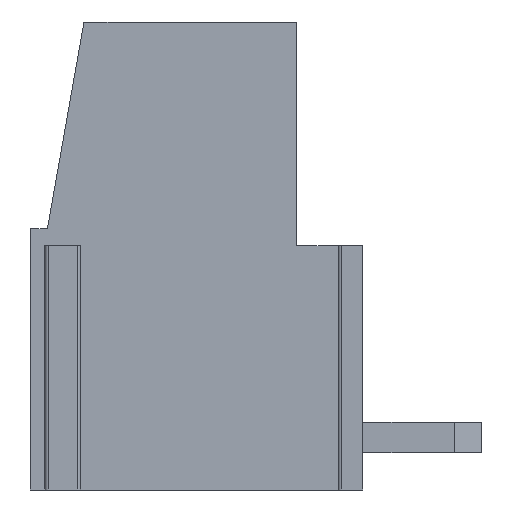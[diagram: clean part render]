
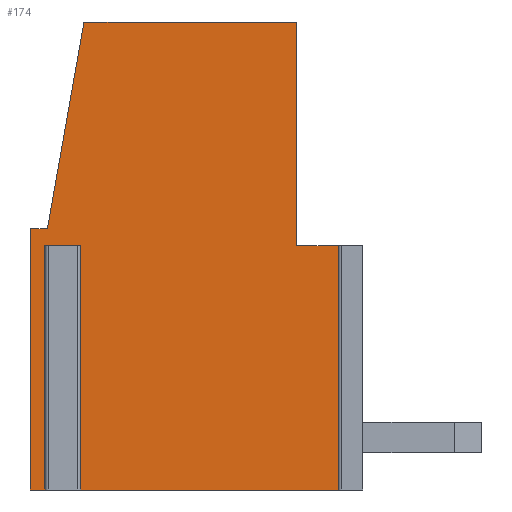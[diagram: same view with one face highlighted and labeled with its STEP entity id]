
A CAD part, left-side view. The second image highlights one B-rep face of the part: STEP entity #174.
In plain terms, the highlighted planar face has unit normal (-1, 0, 0).
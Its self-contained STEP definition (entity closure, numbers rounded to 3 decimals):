
#174 = ADVANCED_FACE( '', ( #402 ), #403, .F. );
#402 = FACE_OUTER_BOUND( '', #688, .T. );
#403 = PLANE( '', #689 );
#688 = EDGE_LOOP( '', ( #1101, #1102, #1103, #1104, #1105, #1106, #1107, #1108, #1109, #1110, #1111, #1112 ) );
#689 = AXIS2_PLACEMENT_3D( '', #1113, #1114, #1115 );
#1101 = ORIENTED_EDGE( '', *, *, #1804, .T. );
#1102 = ORIENTED_EDGE( '', *, *, #1805, .T. );
#1103 = ORIENTED_EDGE( '', *, *, #1806, .T. );
#1104 = ORIENTED_EDGE( '', *, *, #1723, .F. );
#1105 = ORIENTED_EDGE( '', *, *, #1792, .T. );
#1106 = ORIENTED_EDGE( '', *, *, #1771, .F. );
#1107 = ORIENTED_EDGE( '', *, *, #1807, .T. );
#1108 = ORIENTED_EDGE( '', *, *, #1717, .F. );
#1109 = ORIENTED_EDGE( '', *, *, #1808, .T. );
#1110 = ORIENTED_EDGE( '', *, *, #1809, .T. );
#1111 = ORIENTED_EDGE( '', *, *, #1810, .T. );
#1112 = ORIENTED_EDGE( '', *, *, #1811, .T. );
#1113 = CARTESIAN_POINT( '', ( -10., 0., -1.38 ) );
#1114 = DIRECTION( '', ( 1., 0., 0. ) );
#1115 = DIRECTION( '', ( 0., -1., 0. ) );
#1717 = EDGE_CURVE( '', #2048, #2050, #2051, .T. );
#1723 = EDGE_CURVE( '', #2060, #2062, #2063, .T. );
#1771 = EDGE_CURVE( '', #2141, #2142, #2143, .T. );
#1792 = EDGE_CURVE( '', #2060, #2142, #2176, .T. );
#1804 = EDGE_CURVE( '', #2191, #2192, #2193, .T. );
#1805 = EDGE_CURVE( '', #2192, #2194, #2195, .T. );
#1806 = EDGE_CURVE( '', #2194, #2062, #2196, .T. );
#1807 = EDGE_CURVE( '', #2141, #2050, #2197, .T. );
#1808 = EDGE_CURVE( '', #2048, #2198, #2199, .T. );
#1809 = EDGE_CURVE( '', #2198, #2200, #2201, .T. );
#1810 = EDGE_CURVE( '', #2200, #2202, #2203, .T. );
#1811 = EDGE_CURVE( '', #2202, #2191, #2204, .T. );
#2048 = VERTEX_POINT( '', #2518 );
#2050 = VERTEX_POINT( '', #2521 );
#2051 = LINE( '', #2522, #2523 );
#2060 = VERTEX_POINT( '', #2534 );
#2062 = VERTEX_POINT( '', #2537 );
#2063 = LINE( '', #2538, #2539 );
#2141 = VERTEX_POINT( '', #2652 );
#2142 = VERTEX_POINT( '', #2653 );
#2143 = LINE( '', #2654, #2655 );
#2176 = LINE( '', #2702, #2703 );
#2191 = VERTEX_POINT( '', #2725 );
#2192 = VERTEX_POINT( '', #2726 );
#2193 = LINE( '', #2727, #2728 );
#2194 = VERTEX_POINT( '', #2729 );
#2195 = LINE( '', #2730, #2731 );
#2196 = LINE( '', #2732, #2733 );
#2197 = LINE( '', #2734, #2735 );
#2198 = VERTEX_POINT( '', #2736 );
#2199 = LINE( '', #2737, #2738 );
#2200 = VERTEX_POINT( '', #2739 );
#2201 = LINE( '', #2740, #2741 );
#2202 = VERTEX_POINT( '', #2742 );
#2203 = LINE( '', #2743, #2744 );
#2204 = LINE( '', #2745, #2746 );
#2518 = CARTESIAN_POINT( '', ( -10., -9.346, 0. ) );
#2521 = CARTESIAN_POINT( '', ( -10., -1.204, 0. ) );
#2522 = CARTESIAN_POINT( '', ( -10., 0., 0. ) );
#2523 = VECTOR( '', #3116, 1000. );
#2534 = CARTESIAN_POINT( '', ( -10., -0.696, 0. ) );
#2537 = CARTESIAN_POINT( '', ( -10., 0., 0. ) );
#2538 = CARTESIAN_POINT( '', ( -10., 0., 0. ) );
#2539 = VECTOR( '', #3126, 1000. );
#2652 = CARTESIAN_POINT( '', ( -10., -1.204, 7.2 ) );
#2653 = CARTESIAN_POINT( '', ( -10., -0.696, 7.2 ) );
#2654 = CARTESIAN_POINT( '', ( -10., 0., 7.2 ) );
#2655 = VECTOR( '', #3174, 1000. );
#2702 = CARTESIAN_POINT( '', ( -10., -0.696, -11.5 ) );
#2703 = VECTOR( '', #3195, 1000. );
#2725 = CARTESIAN_POINT( '', ( -10., -1.576, 13.8 ) );
#2726 = CARTESIAN_POINT( '', ( -10., -0.5, 7.7 ) );
#2727 = CARTESIAN_POINT( '', ( -10., 2.885, -11.5 ) );
#2728 = VECTOR( '', #3203, 1000. );
#2729 = CARTESIAN_POINT( '', ( -10., 0., 7.7 ) );
#2730 = CARTESIAN_POINT( '', ( -10., 0., 7.7 ) );
#2731 = VECTOR( '', #3204, 1000. );
#2732 = CARTESIAN_POINT( '', ( -10., 0., -11.5 ) );
#2733 = VECTOR( '', #3205, 1000. );
#2734 = CARTESIAN_POINT( '', ( -10., -1.204, -11.5 ) );
#2735 = VECTOR( '', #3206, 1000. );
#2736 = CARTESIAN_POINT( '', ( -10., -9.346, 7.2 ) );
#2737 = CARTESIAN_POINT( '', ( -10., -9.346, -11.5 ) );
#2738 = VECTOR( '', #3207, 1000. );
#2739 = CARTESIAN_POINT( '', ( -10., -7.85, 7.2 ) );
#2740 = CARTESIAN_POINT( '', ( -10., 0., 7.2 ) );
#2741 = VECTOR( '', #3208, 1000. );
#2742 = CARTESIAN_POINT( '', ( -10., -7.85, 13.8 ) );
#2743 = CARTESIAN_POINT( '', ( -10., -7.85, -11.5 ) );
#2744 = VECTOR( '', #3209, 1000. );
#2745 = CARTESIAN_POINT( '', ( -10., 0., 13.8 ) );
#2746 = VECTOR( '', #3210, 1000. );
#3116 = DIRECTION( '', ( 0., 1., 0. ) );
#3126 = DIRECTION( '', ( 0., 1., 0. ) );
#3174 = DIRECTION( '', ( 0., 1., 0. ) );
#3195 = DIRECTION( '', ( 0., 0., 1. ) );
#3203 = DIRECTION( '', ( 0., 0.174, -0.985 ) );
#3204 = DIRECTION( '', ( 0., 1., 0. ) );
#3205 = DIRECTION( '', ( 0., 0., -1. ) );
#3206 = DIRECTION( '', ( 0., 0., -1. ) );
#3207 = DIRECTION( '', ( 0., 0., 1. ) );
#3208 = DIRECTION( '', ( 0., 1., 0. ) );
#3209 = DIRECTION( '', ( 0., 0., 1. ) );
#3210 = DIRECTION( '', ( 0., 1., 0. ) );
